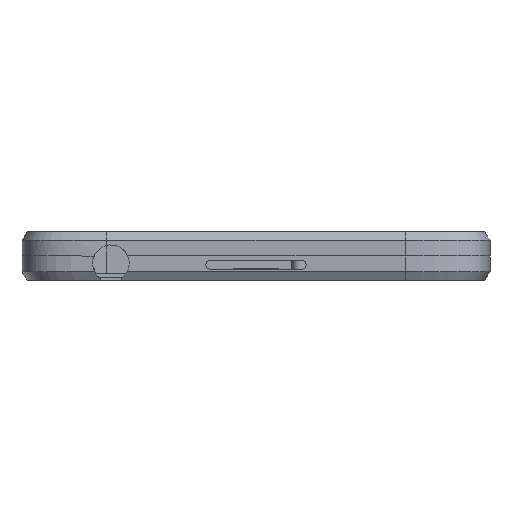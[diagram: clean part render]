
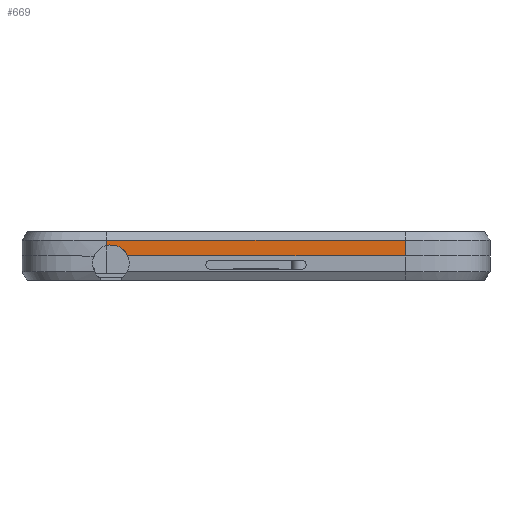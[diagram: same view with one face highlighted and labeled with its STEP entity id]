
A CAD part, front view. The second image highlights one B-rep face of the part: STEP entity #669.
In plain terms, the highlighted planar face has unit normal (0, -1, 0).
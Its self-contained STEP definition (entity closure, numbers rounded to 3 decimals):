
#76 = FACE_OUTER_BOUND ( 'NONE', #5650, .T. ) ;
#207 = ORIENTED_EDGE ( 'NONE', *, *, #7018, .F. ) ;
#480 = ORIENTED_EDGE ( 'NONE', *, *, #5572, .F. ) ;
#669 = ADVANCED_FACE ( 'NONE', ( #76 ), #6795, .T. ) ;
#673 = LINE ( 'NONE', #2800, #6788 ) ;
#896 = LINE ( 'NONE', #2157, #7694 ) ;
#1123 = EDGE_CURVE ( 'NONE', #7716, #2877, #3307, .T. ) ;
#1605 = EDGE_CURVE ( 'NONE', #7502, #8070, #5797, .T. ) ;
#1861 = CARTESIAN_POINT ( 'NONE',  ( 22., -69., 0. ) ) ;
#2157 = CARTESIAN_POINT ( 'NONE',  ( 22., -69., 2.3 ) ) ;
#2658 = CARTESIAN_POINT ( 'NONE',  ( -22., -69., 0. ) ) ;
#2770 = DIRECTION ( 'NONE',  ( 0., -1., 0. ) ) ;
#2800 = CARTESIAN_POINT ( 'NONE',  ( 22., -69., 0. ) ) ;
#2877 = VERTEX_POINT ( 'NONE', #5307 ) ;
#3307 = LINE ( 'NONE', #2658, #3791 ) ;
#3366 = DIRECTION ( 'NONE',  ( -1., 0., 0. ) ) ;
#3524 = CARTESIAN_POINT ( 'NONE',  ( 22., -69., 0. ) ) ;
#3580 = CARTESIAN_POINT ( 'NONE',  ( -21.4, -69., -1.07 ) ) ;
#3791 = VECTOR ( 'NONE', #7737, 1000. ) ;
#4167 = VECTOR ( 'NONE', #4398, 1000. ) ;
#4267 = CIRCLE ( 'NONE', #7556, 2.7 ) ;
#4398 = DIRECTION ( 'NONE',  ( 0., 0., 1. ) ) ;
#4921 = DIRECTION ( 'NONE',  ( -1., 0., 0. ) ) ;
#5077 = DIRECTION ( 'NONE',  ( 0., -1., 0. ) ) ;
#5307 = CARTESIAN_POINT ( 'NONE',  ( -22., -69., 2.3 ) ) ;
#5408 = ORIENTED_EDGE ( 'NONE', *, *, #1605, .T. ) ;
#5572 = EDGE_CURVE ( 'NONE', #5913, #7716, #4267, .T. ) ;
#5638 = ORIENTED_EDGE ( 'NONE', *, *, #5716, .T. ) ;
#5650 = EDGE_LOOP ( 'NONE', ( #480, #207, #5408, #5638, #8086 ) ) ;
#5669 = DIRECTION ( 'NONE',  ( 0., 0., -1. ) ) ;
#5716 = EDGE_CURVE ( 'NONE', #8070, #2877, #896, .T. ) ;
#5797 = LINE ( 'NONE', #1861, #4167 ) ;
#5824 = CARTESIAN_POINT ( 'NONE',  ( 22., -69., 2.3 ) ) ;
#5913 = VERTEX_POINT ( 'NONE', #8508 ) ;
#6043 = CARTESIAN_POINT ( 'NONE',  ( 22., -69., 0. ) ) ;
#6139 = DIRECTION ( 'NONE',  ( 0., 0., -1. ) ) ;
#6788 = VECTOR ( 'NONE', #3366, 1000. ) ;
#6795 = PLANE ( 'NONE',  #7615 ) ;
#7018 = EDGE_CURVE ( 'NONE', #7502, #5913, #673, .T. ) ;
#7087 = CARTESIAN_POINT ( 'NONE',  ( -22., -69., 1.562 ) ) ;
#7502 = VERTEX_POINT ( 'NONE', #6043 ) ;
#7556 = AXIS2_PLACEMENT_3D ( 'NONE', #3580, #5077, #5669 ) ;
#7615 = AXIS2_PLACEMENT_3D ( 'NONE', #3524, #2770, #6139 ) ;
#7694 = VECTOR ( 'NONE', #4921, 1000. ) ;
#7716 = VERTEX_POINT ( 'NONE', #7087 ) ;
#7737 = DIRECTION ( 'NONE',  ( 0., 0., 1. ) ) ;
#8070 = VERTEX_POINT ( 'NONE', #5824 ) ;
#8086 = ORIENTED_EDGE ( 'NONE', *, *, #1123, .F. ) ;
#8508 = CARTESIAN_POINT ( 'NONE',  ( -18.921, -69., 0. ) ) ;
